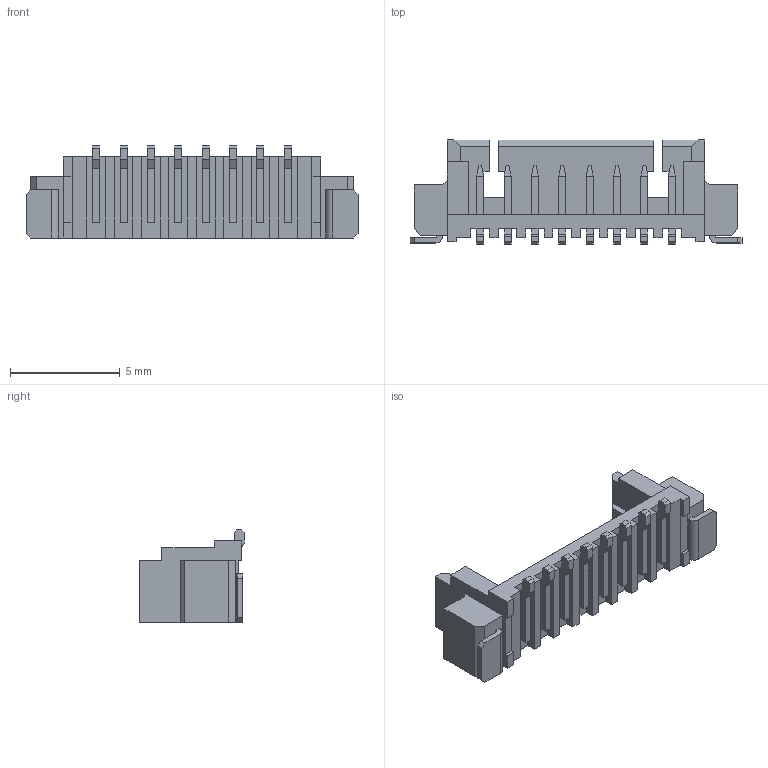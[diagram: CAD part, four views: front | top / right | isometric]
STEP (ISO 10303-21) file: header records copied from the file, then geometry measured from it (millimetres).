
FILE_DESCRIPTION((''),'2;1');
FILE_NAME('533980871','2016-08-16T',('rlalsangi'),(''),'PRO/ENGINEER BY PARAMETRIC TECHNOLOGY CORPORATION, 2012310','PRO/ENGINEER BY PARAMETRIC TECHNOLOGY CORPORATION, 2012310','');
FILE_SCHEMA(('CONFIG_CONTROL_DESIGN'));
Length unit declared in the file: millimetre
Products named in the file (1): 533980871
Bounding box: 15.15 x 4.75 x 4.2 mm (x, y, z)
Volume: 84.7 mm3; surface area: 405.1 mm2
Topology: 1 solids, 3 shells, 382 faces, 1038 edges, 694 vertices
Faces by surface type: plane 374, cylinder 8
Entity records: 11681 total; most frequent: CARTESIAN_POINT 2069, ORIENTED_EDGE 1982, DIRECTION 1814, VECTOR 1020, LINE 1020, EDGE_CURVE 991, VERTEX_POINT 640, EDGE_LOOP 407
